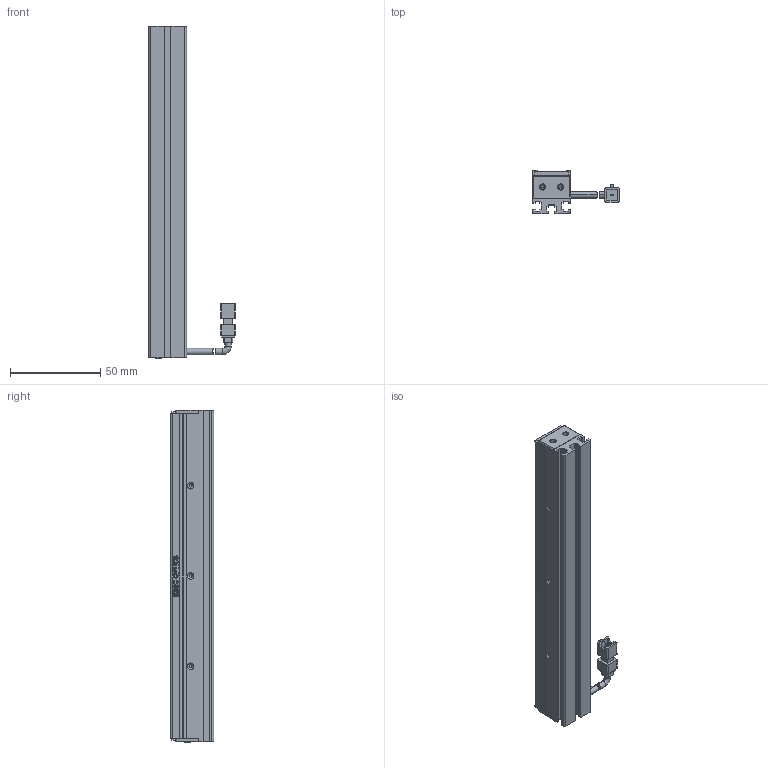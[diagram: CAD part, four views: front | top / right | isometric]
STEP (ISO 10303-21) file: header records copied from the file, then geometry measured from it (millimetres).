
FILE_DESCRIPTION (( 'STEP AP214' ), '1' );
FILE_NAME ('660107-G.STEP', '2019-03-18T08:06:09', ( '' ), ( '' ), 'SwSTEP 2.0', 'SolidWorks 2016', '' );
FILE_SCHEMA (( 'AUTOMOTIVE_DESIGN' ));
Length unit declared in the file: millimetre
Products named in the file (1): 660107-G
Bounding box: 48 x 24 x 184 mm (x, y, z)
Volume: 53222.9 mm3; surface area: 59208.1 mm2
Topology: 8 solids, 8 shells, 1075 faces, 2825 edges, 1781 vertices
Faces by surface type: cylinder 507, plane 356, bspline 166, cone 46
Entity records: 44568 total; most frequent: CARTESIAN_POINT 8059, DIRECTION 5532, ORIENTED_EDGE 5178, EDGE_CURVE 2589, AXIS2_PLACEMENT_3D 2152, VERTEX_POINT 1781, EDGE_LOOP 1342, CIRCLE 1242
